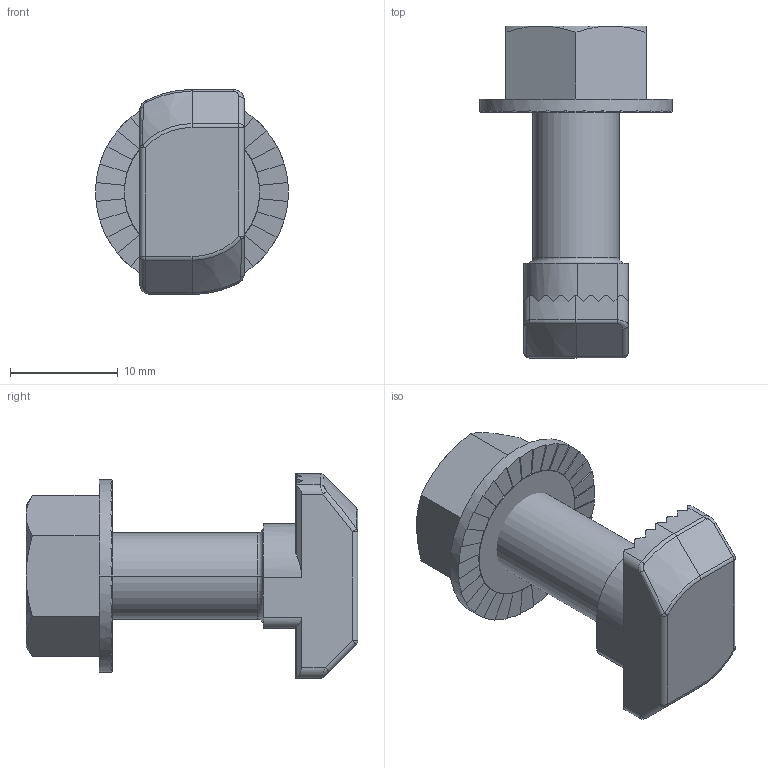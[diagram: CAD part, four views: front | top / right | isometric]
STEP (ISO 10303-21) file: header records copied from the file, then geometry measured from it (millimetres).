
FILE_DESCRIPTION (( 'STEP AP203' ), '1' );
FILE_NAME ('118590.step', '2021-06-03T16:07:07', ( '' ), ( '' ), 'SwSTEP 2.0', 'SolidWorks 2021', '' );
FILE_SCHEMA (( 'CONFIG_CONTROL_DESIGN' ));
Length unit declared in the file: millimetre
Products named in the file (1): 118590
Bounding box: 17.9 x 30.8 x 19 mm (x, y, z)
Volume: 3251.3 mm3; surface area: 2245.6 mm2
Topology: 2 solids, 2 shells, 197 faces, 536 edges, 342 vertices
Faces by surface type: plane 117, cylinder 54, cone 10, torus 6, bspline 6, sphere 4
Entity records: 6523 total; most frequent: CARTESIAN_POINT 1908, ORIENTED_EDGE 1064, DIRECTION 824, EDGE_CURVE 532, VERTEX_POINT 342, LINE 284, VECTOR 284, AXIS2_PLACEMENT_3D 270
